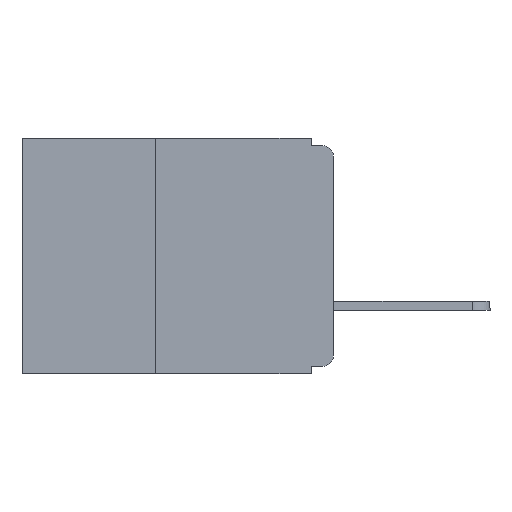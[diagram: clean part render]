
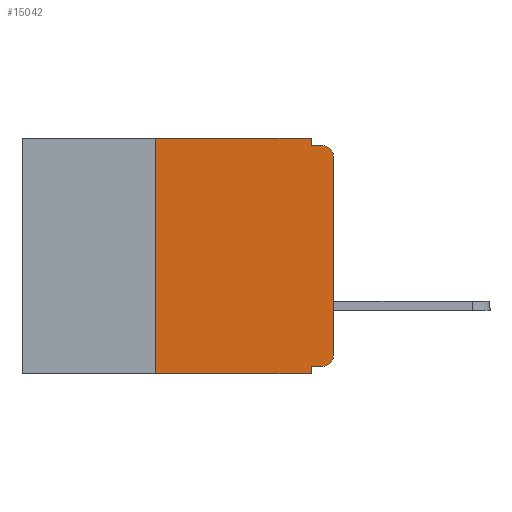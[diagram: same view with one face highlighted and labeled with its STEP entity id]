
A CAD part, left-side view. The second image highlights one B-rep face of the part: STEP entity #15042.
In plain terms, the highlighted planar face has unit normal (-1, 0, 0).
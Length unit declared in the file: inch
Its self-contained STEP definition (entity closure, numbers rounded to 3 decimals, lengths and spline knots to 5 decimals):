
#445 = DIRECTION ( 'NONE',  ( 0., -1., 0. ) ) ;
#733 = LINE ( 'NONE', #11878, #5389 ) ;
#743 = CARTESIAN_POINT ( 'NONE',  ( 0., 0.25, -0.33 ) ) ;
#2121 = DIRECTION ( 'NONE',  ( 0., 0., -1. ) ) ;
#2186 = EDGE_CURVE ( 'NONE', #4781, #14875, #8348, .T. ) ;
#2291 = LINE ( 'NONE', #743, #20186 ) ;
#2445 = FACE_OUTER_BOUND ( 'NONE', #10195, .T. ) ;
#3231 = LINE ( 'NONE', #8134, #15992 ) ;
#3337 = CARTESIAN_POINT ( 'NONE',  ( 0., 0.437, 0. ) ) ;
#3343 = ORIENTED_EDGE ( 'NONE', *, *, #8186, .F. ) ;
#3512 = EDGE_CURVE ( 'NONE', #16739, #20114, #17664, .T. ) ;
#3824 = CIRCLE ( 'NONE', #19503, 0.015 ) ;
#3843 = VECTOR ( 'NONE', #445, 39.37008 ) ;
#4003 = EDGE_CURVE ( 'NONE', #12942, #7456, #3824, .T. ) ;
#4596 = DIRECTION ( 'NONE',  ( -1., 0., 0. ) ) ;
#4743 = LINE ( 'NONE', #10130, #22052 ) ;
#4781 = VERTEX_POINT ( 'NONE', #21539 ) ;
#4901 = EDGE_CURVE ( 'NONE', #8146, #7456, #3231, .T. ) ;
#4944 = CARTESIAN_POINT ( 'NONE',  ( 0., 0., -0.32 ) ) ;
#5103 = DIRECTION ( 'NONE',  ( 0., 0., -1. ) ) ;
#5219 = ORIENTED_EDGE ( 'NONE', *, *, #17836, .F. ) ;
#5389 = VECTOR ( 'NONE', #13692, 39.37008 ) ;
#5673 = EDGE_CURVE ( 'NONE', #12757, #7641, #733, .T. ) ;
#6413 = ORIENTED_EDGE ( 'NONE', *, *, #5673, .T. ) ;
#6770 = CARTESIAN_POINT ( 'NONE',  ( 0., 0.031, -0.01 ) ) ;
#7317 = DIRECTION ( 'NONE',  ( -1., 0., 0. ) ) ;
#7325 = CARTESIAN_POINT ( 'NONE',  ( 0., 0.031, 0. ) ) ;
#7456 = VERTEX_POINT ( 'NONE', #20171 ) ;
#7641 = VERTEX_POINT ( 'NONE', #10363 ) ;
#7895 = CARTESIAN_POINT ( 'NONE',  ( 0., 0., -0.305 ) ) ;
#8134 = CARTESIAN_POINT ( 'NONE',  ( 0., 0., -0.01 ) ) ;
#8146 = VERTEX_POINT ( 'NONE', #6770 ) ;
#8186 = EDGE_CURVE ( 'NONE', #14875, #7641, #11824, .T. ) ;
#8348 = LINE ( 'NONE', #4944, #16967 ) ;
#8396 = DIRECTION ( 'NONE',  ( 0., 0., 1. ) ) ;
#10130 = CARTESIAN_POINT ( 'NONE',  ( 0., 0., 0. ) ) ;
#10184 = EDGE_CURVE ( 'NONE', #4781, #16020, #19938, .T. ) ;
#10195 = EDGE_LOOP ( 'NONE', ( #11982, #14229, #12713, #21411, #22000, #5219, #6413, #3343, #19131, #16559 ) ) ;
#10208 = CARTESIAN_POINT ( 'NONE',  ( 0., 0.25, 0. ) ) ;
#10275 = PLANE ( 'NONE',  #14649 ) ;
#10363 = CARTESIAN_POINT ( 'NONE',  ( 0., 0.031, -0.33 ) ) ;
#10955 = EDGE_CURVE ( 'NONE', #16020, #12942, #4743, .T. ) ;
#11824 = LINE ( 'NONE', #20664, #15872 ) ;
#11878 = CARTESIAN_POINT ( 'NONE',  ( 0., 0.437, -0.33 ) ) ;
#11929 = DIRECTION ( 'NONE',  ( 0., 1., 0. ) ) ;
#11982 = ORIENTED_EDGE ( 'NONE', *, *, #10955, .T. ) ;
#12713 = ORIENTED_EDGE ( 'NONE', *, *, #4901, .F. ) ;
#12757 = VERTEX_POINT ( 'NONE', #14838 ) ;
#12942 = VERTEX_POINT ( 'NONE', #15348 ) ;
#13292 = CARTESIAN_POINT ( 'NONE',  ( 0., 0.031, -0.32 ) ) ;
#13654 = CARTESIAN_POINT ( 'NONE',  ( 0., 0.031, 0. ) ) ;
#13692 = DIRECTION ( 'NONE',  ( 0., -1., 0. ) ) ;
#13832 = AXIS2_PLACEMENT_3D ( 'NONE', #15010, #4596, #16708 ) ;
#14229 = ORIENTED_EDGE ( 'NONE', *, *, #4003, .T. ) ;
#14284 = LINE ( 'NONE', #7325, #18306 ) ;
#14649 = AXIS2_PLACEMENT_3D ( 'NONE', #3337, #15490, #5103 ) ;
#14838 = CARTESIAN_POINT ( 'NONE',  ( 0., 0.25, -0.33 ) ) ;
#14875 = VERTEX_POINT ( 'NONE', #13292 ) ;
#15010 = CARTESIAN_POINT ( 'NONE',  ( 0., 0.015, -0.305 ) ) ;
#15042 = ADVANCED_FACE ( 'NONE', ( #2445 ), #10275, .F. ) ;
#15348 = CARTESIAN_POINT ( 'NONE',  ( 0., 0., -0.025 ) ) ;
#15490 = DIRECTION ( 'NONE',  ( 1., 0., 0. ) ) ;
#15872 = VECTOR ( 'NONE', #17195, 39.37008 ) ;
#15992 = VECTOR ( 'NONE', #21918, 39.37008 ) ;
#16020 = VERTEX_POINT ( 'NONE', #7895 ) ;
#16559 = ORIENTED_EDGE ( 'NONE', *, *, #10184, .T. ) ;
#16708 = DIRECTION ( 'NONE',  ( 0., 0., -1. ) ) ;
#16739 = VERTEX_POINT ( 'NONE', #10208 ) ;
#16967 = VECTOR ( 'NONE', #11929, 39.37008 ) ;
#17195 = DIRECTION ( 'NONE',  ( 0., 0., -1. ) ) ;
#17655 = CARTESIAN_POINT ( 'NONE',  ( 0., 0.015, -0.025 ) ) ;
#17664 = LINE ( 'NONE', #21192, #3843 ) ;
#17666 = EDGE_CURVE ( 'NONE', #20114, #8146, #14284, .T. ) ;
#17836 = EDGE_CURVE ( 'NONE', #12757, #16739, #2291, .T. ) ;
#18122 = DIRECTION ( 'NONE',  ( 0., 0., 1. ) ) ;
#18306 = VECTOR ( 'NONE', #2121, 39.37008 ) ;
#19131 = ORIENTED_EDGE ( 'NONE', *, *, #2186, .F. ) ;
#19407 = DIRECTION ( 'NONE',  ( 0., 0., -1. ) ) ;
#19503 = AXIS2_PLACEMENT_3D ( 'NONE', #17655, #7317, #19407 ) ;
#19938 = CIRCLE ( 'NONE', #13832, 0.015 ) ;
#20114 = VERTEX_POINT ( 'NONE', #13654 ) ;
#20171 = CARTESIAN_POINT ( 'NONE',  ( 0., 0.015, -0.01 ) ) ;
#20186 = VECTOR ( 'NONE', #18122, 39.37008 ) ;
#20664 = CARTESIAN_POINT ( 'NONE',  ( 0., 0.031, -0.33 ) ) ;
#21192 = CARTESIAN_POINT ( 'NONE',  ( 0., 0.437, 0. ) ) ;
#21411 = ORIENTED_EDGE ( 'NONE', *, *, #17666, .F. ) ;
#21539 = CARTESIAN_POINT ( 'NONE',  ( 0., 0.015, -0.32 ) ) ;
#21918 = DIRECTION ( 'NONE',  ( 0., -1., 0. ) ) ;
#22000 = ORIENTED_EDGE ( 'NONE', *, *, #3512, .F. ) ;
#22052 = VECTOR ( 'NONE', #8396, 39.37008 ) ;
